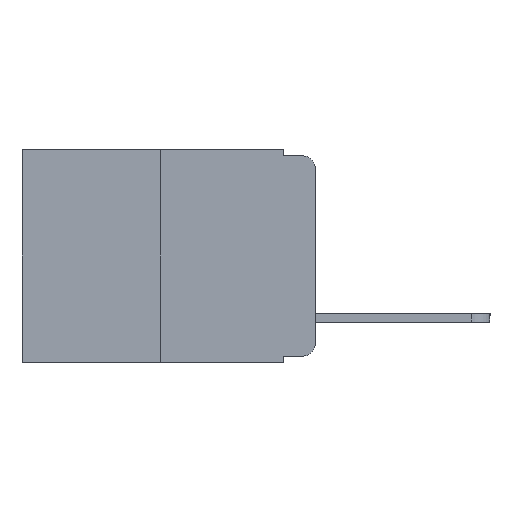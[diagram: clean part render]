
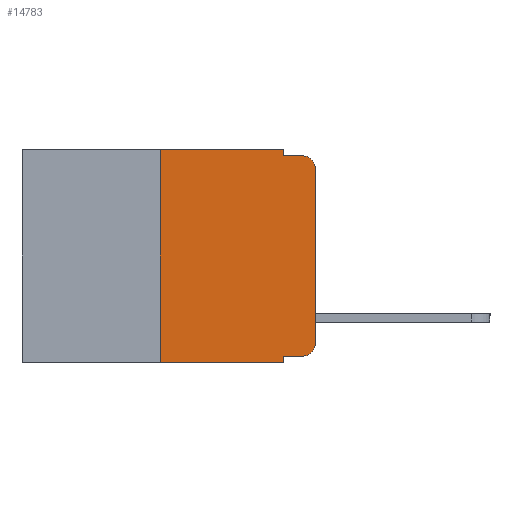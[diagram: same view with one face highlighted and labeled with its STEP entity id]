
A CAD part, left-side view. The second image highlights one B-rep face of the part: STEP entity #14783.
In plain terms, the highlighted planar face has unit normal (-1, 0, 0).
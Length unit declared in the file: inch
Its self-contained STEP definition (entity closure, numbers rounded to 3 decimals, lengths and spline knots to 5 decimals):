
#47 = EDGE_CURVE ( 'NONE', #817, #17260, #8659, .T. ) ;
#117 = EDGE_CURVE ( 'NONE', #1203, #880, #3135, .T. ) ;
#179 = CIRCLE ( 'NONE', #13909, 0.02 ) ;
#301 = LINE ( 'NONE', #5492, #11823 ) ;
#666 = LINE ( 'NONE', #14049, #4647 ) ;
#722 = EDGE_CURVE ( 'NONE', #1095, #6768, #10893, .T. ) ;
#737 = VECTOR ( 'NONE', #14532, 39.37008 ) ;
#817 = VERTEX_POINT ( 'NONE', #16590 ) ;
#880 = VERTEX_POINT ( 'NONE', #7333 ) ;
#999 = DIRECTION ( 'NONE',  ( 0., 0., -1. ) ) ;
#1023 = EDGE_CURVE ( 'NONE', #11584, #2809, #5132, .T. ) ;
#1024 = LINE ( 'NONE', #5592, #4430 ) ;
#1095 = VERTEX_POINT ( 'NONE', #15406 ) ;
#1203 = VERTEX_POINT ( 'NONE', #1678 ) ;
#1254 = ORIENTED_EDGE ( 'NONE', *, *, #7756, .T. ) ;
#1678 = CARTESIAN_POINT ( 'NONE',  ( 0., 0., -0.03 ) ) ;
#1894 = DIRECTION ( 'NONE',  ( 0., -1., 0. ) ) ;
#2809 = VERTEX_POINT ( 'NONE', #6203 ) ;
#3013 = EDGE_CURVE ( 'NONE', #2809, #9664, #179, .T. ) ;
#3135 = CIRCLE ( 'NONE', #16954, 0.02 ) ;
#3577 = CARTESIAN_POINT ( 'NONE',  ( 0., 0.051, -0.01 ) ) ;
#4430 = VECTOR ( 'NONE', #11124, 39.37008 ) ;
#4623 = VECTOR ( 'NONE', #12258, 39.37008 ) ;
#4647 = VECTOR ( 'NONE', #15310, 39.37008 ) ;
#5132 = LINE ( 'NONE', #12241, #4623 ) ;
#5300 = EDGE_CURVE ( 'NONE', #11584, #6081, #1024, .T. ) ;
#5492 = CARTESIAN_POINT ( 'NONE',  ( 0., 0.473, 0. ) ) ;
#5503 = CARTESIAN_POINT ( 'NONE',  ( 0., 0.051, -0.343 ) ) ;
#5592 = CARTESIAN_POINT ( 'NONE',  ( 0., 0.051, 0. ) ) ;
#6001 = CARTESIAN_POINT ( 'NONE',  ( 0., 0.051, 0. ) ) ;
#6081 = VERTEX_POINT ( 'NONE', #5503 ) ;
#6203 = CARTESIAN_POINT ( 'NONE',  ( 0., 0.02, -0.333 ) ) ;
#6257 = VECTOR ( 'NONE', #1894, 39.37008 ) ;
#6576 = CARTESIAN_POINT ( 'NONE',  ( 0., 0.051, -0.333 ) ) ;
#6635 = PLANE ( 'NONE',  #7179 ) ;
#6768 = VERTEX_POINT ( 'NONE', #13644 ) ;
#6974 = DIRECTION ( 'NONE',  ( 0., -1., 0. ) ) ;
#7179 = AXIS2_PLACEMENT_3D ( 'NONE', #10695, #8059, #16803 ) ;
#7333 = CARTESIAN_POINT ( 'NONE',  ( 0., 0.02, -0.01 ) ) ;
#7362 = CARTESIAN_POINT ( 'NONE',  ( 0., 0., -0.313 ) ) ;
#7717 = CARTESIAN_POINT ( 'NONE',  ( 0., 0.051, -0.01 ) ) ;
#7756 = EDGE_CURVE ( 'NONE', #9664, #1203, #666, .T. ) ;
#8059 = DIRECTION ( 'NONE',  ( 1., 0., 0. ) ) ;
#8186 = VECTOR ( 'NONE', #14113, 39.37008 ) ;
#8634 = EDGE_CURVE ( 'NONE', #6768, #817, #301, .T. ) ;
#8659 = LINE ( 'NONE', #6001, #8186 ) ;
#8681 = LINE ( 'NONE', #3577, #737 ) ;
#9199 = EDGE_LOOP ( 'NONE', ( #1254, #10586, #15877, #14943, #14350, #14207, #14004, #13951, #13825, #13974 ) ) ;
#9664 = VERTEX_POINT ( 'NONE', #7362 ) ;
#10081 = EDGE_CURVE ( 'NONE', #1095, #6081, #12900, .T. ) ;
#10176 = DIRECTION ( 'NONE',  ( -1., 0., 0. ) ) ;
#10586 = ORIENTED_EDGE ( 'NONE', *, *, #117, .T. ) ;
#10695 = CARTESIAN_POINT ( 'NONE',  ( 0., 0.473, 0. ) ) ;
#10893 = LINE ( 'NONE', #17846, #16925 ) ;
#11124 = DIRECTION ( 'NONE',  ( 0., 0., -1. ) ) ;
#11584 = VERTEX_POINT ( 'NONE', #6576 ) ;
#11823 = VECTOR ( 'NONE', #6974, 39.37008 ) ;
#12204 = CARTESIAN_POINT ( 'NONE',  ( 0., 0.02, -0.03 ) ) ;
#12241 = CARTESIAN_POINT ( 'NONE',  ( 0., 0.051, -0.333 ) ) ;
#12258 = DIRECTION ( 'NONE',  ( 0., -1., 0. ) ) ;
#12521 = DIRECTION ( 'NONE',  ( 0., 0., -1. ) ) ;
#12900 = LINE ( 'NONE', #13213, #6257 ) ;
#13213 = CARTESIAN_POINT ( 'NONE',  ( 0., 0.473, -0.343 ) ) ;
#13644 = CARTESIAN_POINT ( 'NONE',  ( 0., 0.25, 0. ) ) ;
#13825 = ORIENTED_EDGE ( 'NONE', *, *, #1023, .T. ) ;
#13909 = AXIS2_PLACEMENT_3D ( 'NONE', #17404, #10176, #999 ) ;
#13951 = ORIENTED_EDGE ( 'NONE', *, *, #5300, .F. ) ;
#13974 = ORIENTED_EDGE ( 'NONE', *, *, #3013, .T. ) ;
#14004 = ORIENTED_EDGE ( 'NONE', *, *, #10081, .T. ) ;
#14049 = CARTESIAN_POINT ( 'NONE',  ( 0., 0., 0. ) ) ;
#14113 = DIRECTION ( 'NONE',  ( 0., 0., -1. ) ) ;
#14207 = ORIENTED_EDGE ( 'NONE', *, *, #722, .F. ) ;
#14350 = ORIENTED_EDGE ( 'NONE', *, *, #8634, .F. ) ;
#14532 = DIRECTION ( 'NONE',  ( 0., -1., 0. ) ) ;
#14783 = ADVANCED_FACE ( 'NONE', ( #15169 ), #6635, .F. ) ;
#14943 = ORIENTED_EDGE ( 'NONE', *, *, #47, .F. ) ;
#15070 = DIRECTION ( 'NONE',  ( -1., 0., 0. ) ) ;
#15169 = FACE_OUTER_BOUND ( 'NONE', #9199, .T. ) ;
#15310 = DIRECTION ( 'NONE',  ( 0., 0., 1. ) ) ;
#15406 = CARTESIAN_POINT ( 'NONE',  ( 0., 0.25, -0.343 ) ) ;
#15877 = ORIENTED_EDGE ( 'NONE', *, *, #17860, .F. ) ;
#16590 = CARTESIAN_POINT ( 'NONE',  ( 0., 0.051, 0. ) ) ;
#16803 = DIRECTION ( 'NONE',  ( 0., 0., -1. ) ) ;
#16925 = VECTOR ( 'NONE', #17380, 39.37008 ) ;
#16954 = AXIS2_PLACEMENT_3D ( 'NONE', #12204, #15070, #12521 ) ;
#17260 = VERTEX_POINT ( 'NONE', #7717 ) ;
#17380 = DIRECTION ( 'NONE',  ( 0., 0., 1. ) ) ;
#17404 = CARTESIAN_POINT ( 'NONE',  ( 0., 0.02, -0.313 ) ) ;
#17846 = CARTESIAN_POINT ( 'NONE',  ( 0., 0.25, 0. ) ) ;
#17860 = EDGE_CURVE ( 'NONE', #17260, #880, #8681, .T. ) ;
